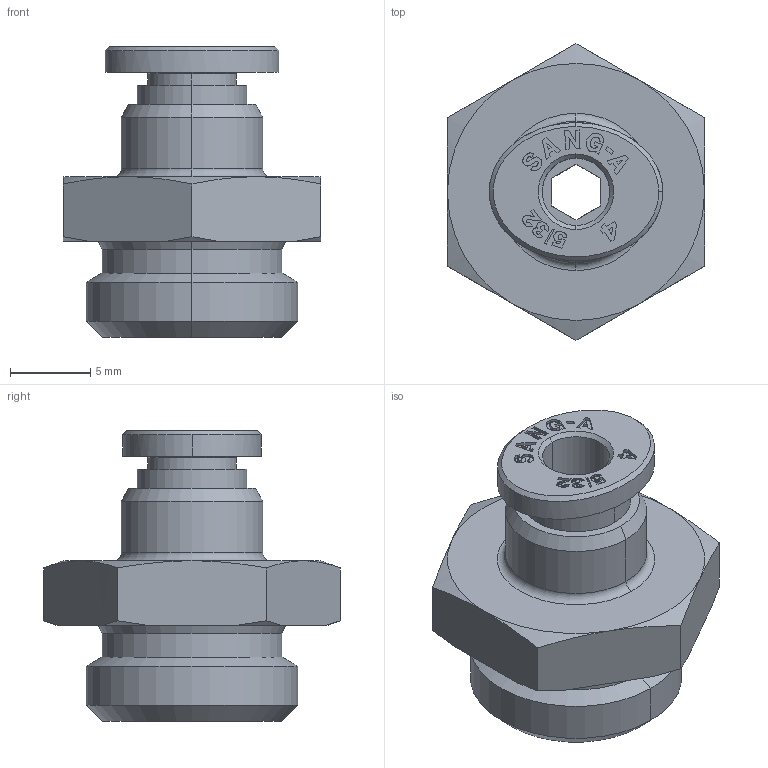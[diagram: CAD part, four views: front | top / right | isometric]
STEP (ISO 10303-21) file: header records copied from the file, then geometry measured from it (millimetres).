
FILE_DESCRIPTION(/* description */ ('VariCAD 2016-1.06 AP-214'),/* implementation_level */ '2;1');
FILE_NAME(/* name */ 'iqsg_144_g.stp',/* time_stamp */ '2016-06-16T10:30:58+02:00',/* author */ (''),/* organization */ (''),/* preprocessor_version */ 'ST-DEVELOPER v14',/* originating_system */ 'VariCAD 2016-1.06; kernel version (20130303)',/* authorisation */ '');
FILE_SCHEMA (('AUTOMOTIVE_DESIGN'));
Length unit declared in the file: millimetre
Products named in the file (2): iqsg_144_g; IQSG 144 G
Assembly tree (1 placements, depth 2):
  iqsg_144_g
    IQSG 144 G
Bounding box: 16 x 18.48 x 18.1 mm (x, y, z)
Volume: 1747.9 mm3; surface area: 1482.3 mm2
Topology: 1 solids, 1 shells, 423 faces, 1179 edges, 779 vertices
Faces by surface type: plane 345, bspline 30, cone 28, cylinder 18, torus 2
Entity records: 14751 total; most frequent: CARTESIAN_POINT 4146, ORIENTED_EDGE 2358, DIRECTION 1909, EDGE_CURVE 1179, LINE 981, VECTOR 981, VERTEX_POINT 779, AXIS2_PLACEMENT_3D 464
